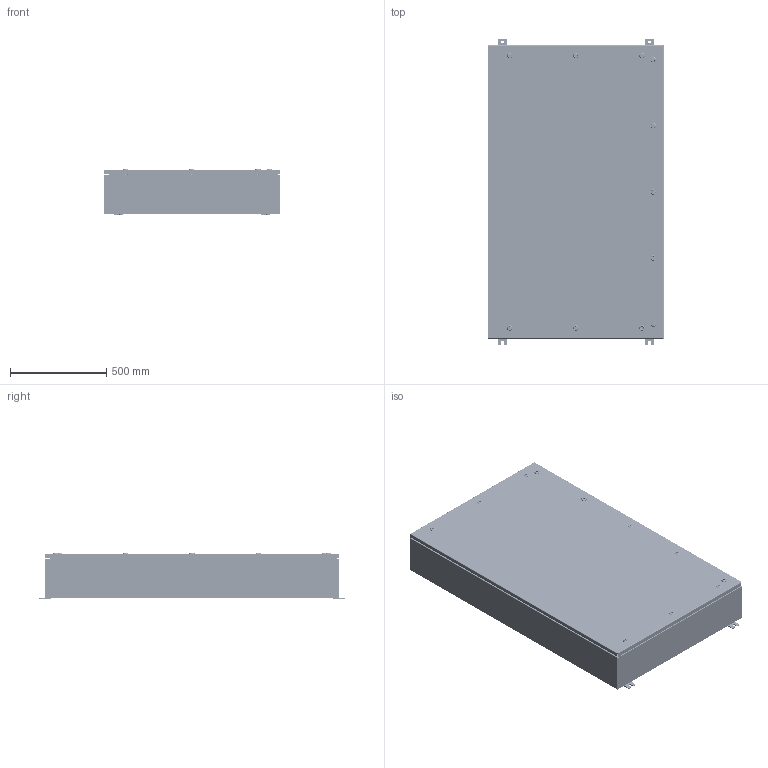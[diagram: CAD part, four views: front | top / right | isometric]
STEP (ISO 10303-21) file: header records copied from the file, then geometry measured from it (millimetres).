
FILE_DESCRIPTION (( 'STEP AP203' ), '1' );
FILE_NAME ('CHDSS603608WP.STEP', '2014-02-19T13:29:13', ( 'changeme' ), ( 'Microsoft' ), 'SwSTEP 2.0', 'SolidWorks 2013', '' );
FILE_SCHEMA (( 'CONFIG_CONTROL_DESIGN' ));
Length unit declared in the file: inch
Products named in the file (21): CHDSS603608WP Enclosure Stiffener; Nut-211301-IB-Industrilas_Nut-211301-IB-Industrilas; CHDSS603608WP Cover; Washer-221320-IB-Industrilas_Washer-221320-IB-Industrilas; CHDSS603608WP Body; Screw-221320-IB-Industrilas_Screw-221320-IB-Industrilas; CHDSS603608WP Bottom; CHDSS603608WP Backpanel; Insert-221320-IB-Industrilas_Insert-221320-IB-Industrilas; CHDSS603608WP Top; CHDSS603608WP Mounting Studs; HW-CLH-E5-8004_Cam-232112-U-Industrilas; 10_30 CD Stud; CHDSS603608WP Mounting Feet; HW-CLH-R001-0500_2412-026240-2445-Industrilas; Concealed Hinge (Cover Side); Quarter-20 CD Stud; CHDSS603608WP; Concealed Hinge enclosure side; CHDSS603608WP Door Stiffener; Housing-211301-IB-Industrilas_Housing-211301-IB-Industrilas
Assembly tree (55 placements, depth 3):
  CHDSS603608WP
    CHDSS603608WP Backpanel
    CHDSS603608WP Mounting Studs  x8
    CHDSS603608WP Mounting Feet  x4
    Quarter-20 CD Stud  x2
    CHDSS603608WP Door Stiffener
    CHDSS603608WP Enclosure Stiffener  x2
    CHDSS603608WP Cover
    CHDSS603608WP Body
    CHDSS603608WP Bottom
    CHDSS603608WP Top
    10_30 CD Stud  x8
    Concealed Hinge (Cover Side)  x4
    Concealed Hinge enclosure side  x4
    HW-CLH-R001-0500_2412-026240-2445-Industrilas  x11
      Housing-211301-IB-Industrilas_Housing-211301-IB-Industrilas
      Nut-211301-IB-Industrilas_Nut-211301-IB-Industrilas
      Washer-221320-IB-Industrilas_Washer-221320-IB-Industrilas
      Screw-221320-IB-Industrilas_Screw-221320-IB-Industrilas
      Insert-221320-IB-Industrilas_Insert-221320-IB-Industrilas
      HW-CLH-E5-8004_Cam-232112-U-Industrilas
Bounding box: 914.4 x 1587.5 x 237.64 mm (x, y, z)
Volume: 12140580.8 mm3; surface area: 11787637 mm2
Topology: 104 solids, 104 shells, 9960 faces, 25099 edges, 15381 vertices
Faces by surface type: cylinder 3110, plane 2880, bspline 2323, cone 1350, torus 220, sphere 77
Entity records: 68857 total; most frequent: CARTESIAN_POINT 35997, ORIENTED_EDGE 6594, DIRECTION 5677, EDGE_CURVE 3297, AXIS2_PLACEMENT_3D 2105, VERTEX_POINT 1997, VECTOR 1467, LINE 1467
